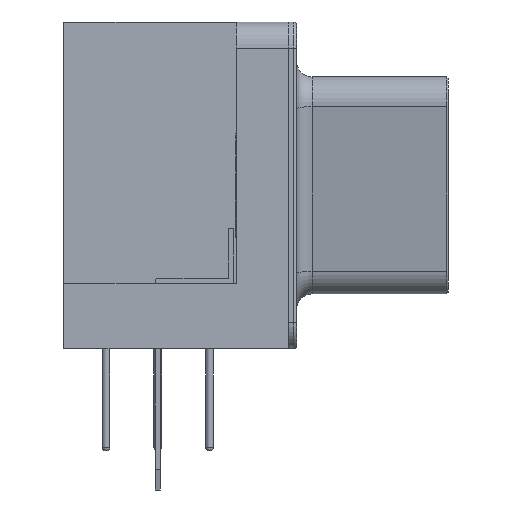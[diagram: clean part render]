
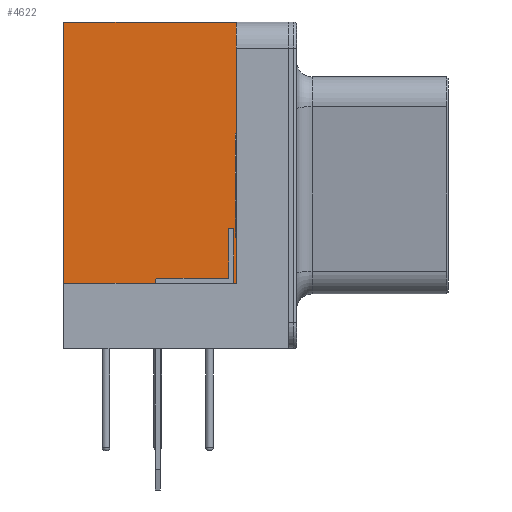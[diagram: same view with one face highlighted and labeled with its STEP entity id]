
A CAD part, left-side view. The second image highlights one B-rep face of the part: STEP entity #4622.
In plain terms, the highlighted planar face has unit normal (-1, 0, 0).
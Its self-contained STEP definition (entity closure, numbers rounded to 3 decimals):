
#3733 = VERTEX_POINT('',#3734);
#3734 = CARTESIAN_POINT('',(-5.513,1.61,12.5));
#3740 = EDGE_CURVE('',#3741,#3733,#3743,.T.);
#3741 = VERTEX_POINT('',#3742);
#3742 = CARTESIAN_POINT('',(-5.513,-4.99,12.5));
#3743 = LINE('',#3744,#3745);
#3744 = CARTESIAN_POINT('',(-5.513,-5.99,12.5));
#3745 = VECTOR('',#3746,1.);
#3746 = DIRECTION('',(0.,1.,0.));
#4330 = VERTEX_POINT('',#4331);
#4331 = CARTESIAN_POINT('',(-5.513,1.61,2.5));
#4337 = EDGE_CURVE('',#4338,#4330,#4340,.T.);
#4338 = VERTEX_POINT('',#4339);
#4339 = CARTESIAN_POINT('',(-5.513,-4.99,2.5));
#4340 = LINE('',#4341,#4342);
#4341 = CARTESIAN_POINT('',(-5.513,-4.99,2.5));
#4342 = VECTOR('',#4343,1.);
#4343 = DIRECTION('',(0.,1.,0.));
#4461 = EDGE_CURVE('',#4330,#3733,#4462,.T.);
#4462 = LINE('',#4463,#4464);
#4463 = CARTESIAN_POINT('',(-5.513,1.61,4.375));
#4464 = VECTOR('',#4465,1.);
#4465 = DIRECTION('',(0.,0.,1.));
#4603 = EDGE_CURVE('',#4338,#3741,#4604,.T.);
#4604 = LINE('',#4605,#4606);
#4605 = CARTESIAN_POINT('',(-5.513,-4.99,2.5));
#4606 = VECTOR('',#4607,1.);
#4607 = DIRECTION('',(0.,0.,1.));
#4622 = ADVANCED_FACE('',(#4623),#4629,.F.);
#4623 = FACE_BOUND('',#4624,.F.);
#4624 = EDGE_LOOP('',(#4625,#4626,#4627,#4628));
#4625 = ORIENTED_EDGE('',*,*,#4603,.F.);
#4626 = ORIENTED_EDGE('',*,*,#4337,.T.);
#4627 = ORIENTED_EDGE('',*,*,#4461,.T.);
#4628 = ORIENTED_EDGE('',*,*,#3740,.F.);
#4629 = PLANE('',#4630);
#4630 = AXIS2_PLACEMENT_3D('',#4631,#4632,#4633);
#4631 = CARTESIAN_POINT('',(-5.513,-4.99,2.5));
#4632 = DIRECTION('',(1.,0.,0.));
#4633 = DIRECTION('',(0.,0.,1.));
